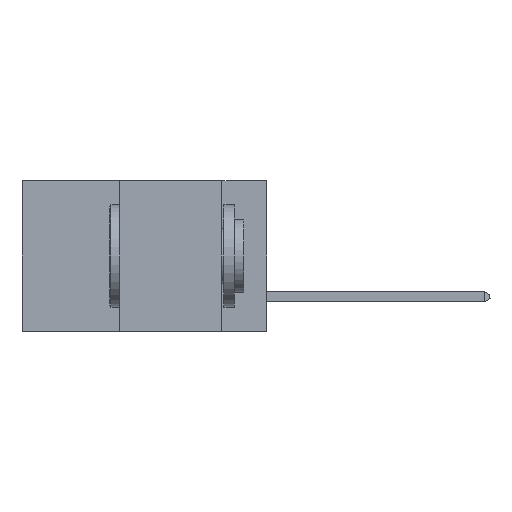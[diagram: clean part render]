
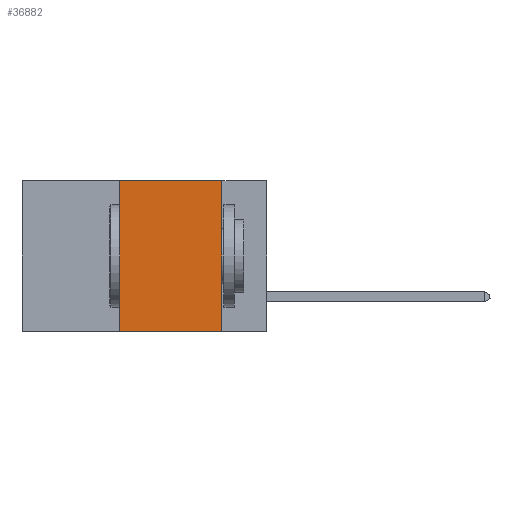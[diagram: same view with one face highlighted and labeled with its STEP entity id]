
A CAD part, left-side view. The second image highlights one B-rep face of the part: STEP entity #36882.
In plain terms, the highlighted planar face has unit normal (-1, 0, 0).
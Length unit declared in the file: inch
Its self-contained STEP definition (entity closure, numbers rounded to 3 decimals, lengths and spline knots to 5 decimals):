
#566 = CARTESIAN_POINT ( 'NONE',  ( 0., 0.36, 0. ) ) ;
#645 = VECTOR ( 'NONE', #7774, 39.37008 ) ;
#1918 = CARTESIAN_POINT ( 'NONE',  ( 0., 0.36, 0. ) ) ;
#3006 = EDGE_CURVE ( 'NONE', #19752, #29935, #16865, .T. ) ;
#4990 = LINE ( 'NONE', #20243, #13610 ) ;
#5256 = DIRECTION ( 'NONE',  ( 0., 0., -1. ) ) ;
#7631 = EDGE_CURVE ( 'NONE', #19752, #22325, #18317, .T. ) ;
#7774 = DIRECTION ( 'NONE',  ( 0., 0., 1. ) ) ;
#9476 = CARTESIAN_POINT ( 'NONE',  ( 0., 0.36, -0.37 ) ) ;
#11692 = AXIS2_PLACEMENT_3D ( 'NONE', #32247, #18144, #20653 ) ;
#11788 = ORIENTED_EDGE ( 'NONE', *, *, #23005, .F. ) ;
#12383 = CARTESIAN_POINT ( 'NONE',  ( 0., 0.6, -0.37 ) ) ;
#13610 = VECTOR ( 'NONE', #5256, 39.37008 ) ;
#14352 = ORIENTED_EDGE ( 'NONE', *, *, #7631, .F. ) ;
#14512 = EDGE_LOOP ( 'NONE', ( #30741, #11788, #14352, #22970 ) ) ;
#15100 = FACE_OUTER_BOUND ( 'NONE', #14512, .T. ) ;
#15513 = VECTOR ( 'NONE', #35982, 39.37008 ) ;
#16865 = LINE ( 'NONE', #12383, #35780 ) ;
#18144 = DIRECTION ( 'NONE',  ( 1., 0., 0. ) ) ;
#18317 = LINE ( 'NONE', #1918, #645 ) ;
#19752 = VERTEX_POINT ( 'NONE', #9476 ) ;
#20243 = CARTESIAN_POINT ( 'NONE',  ( 0., 0.11, 0. ) ) ;
#20653 = DIRECTION ( 'NONE',  ( 0., 0., -1. ) ) ;
#22325 = VERTEX_POINT ( 'NONE', #566 ) ;
#22834 = DIRECTION ( 'NONE',  ( 0., -1., 0. ) ) ;
#22970 = ORIENTED_EDGE ( 'NONE', *, *, #3006, .T. ) ;
#23005 = EDGE_CURVE ( 'NONE', #22325, #33473, #34881, .T. ) ;
#25138 = CARTESIAN_POINT ( 'NONE',  ( 0., 0.11, -0.37 ) ) ;
#26429 = PLANE ( 'NONE',  #11692 ) ;
#29935 = VERTEX_POINT ( 'NONE', #25138 ) ;
#30741 = ORIENTED_EDGE ( 'NONE', *, *, #33533, .F. ) ;
#31229 = CARTESIAN_POINT ( 'NONE',  ( 0., 0.11, 0. ) ) ;
#32247 = CARTESIAN_POINT ( 'NONE',  ( 0., 0.6, 0. ) ) ;
#33342 = CARTESIAN_POINT ( 'NONE',  ( 0., 0.6, 0. ) ) ;
#33473 = VERTEX_POINT ( 'NONE', #31229 ) ;
#33533 = EDGE_CURVE ( 'NONE', #33473, #29935, #4990, .T. ) ;
#34881 = LINE ( 'NONE', #33342, #15513 ) ;
#35780 = VECTOR ( 'NONE', #22834, 39.37008 ) ;
#35982 = DIRECTION ( 'NONE',  ( 0., -1., 0. ) ) ;
#36882 = ADVANCED_FACE ( 'NONE', ( #15100 ), #26429, .F. ) ;
